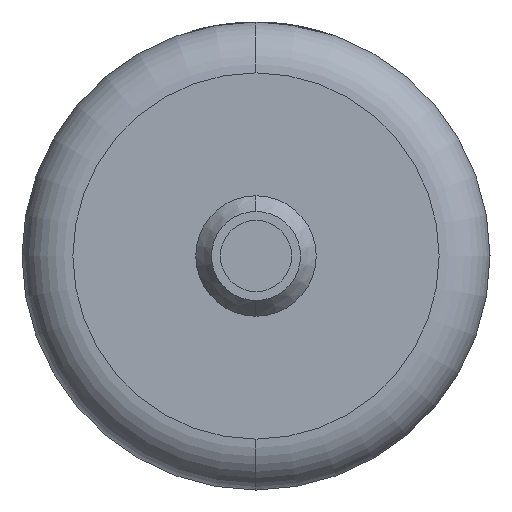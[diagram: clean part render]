
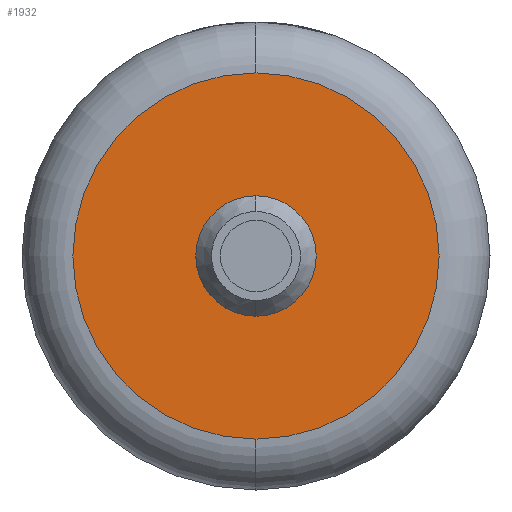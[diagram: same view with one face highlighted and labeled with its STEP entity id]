
A CAD part, left-side view. The second image highlights one B-rep face of the part: STEP entity #1932.
In plain terms, the highlighted planar face has unit normal (-1, 0, 0).
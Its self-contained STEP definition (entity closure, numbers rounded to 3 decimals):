
#8 = CARTESIAN_POINT ( 'NONE',  ( 0., 0., 0. ) ) ;
#70 = AXIS2_PLACEMENT_3D ( 'NONE', #8, #2397, #3016 ) ;
#253 = FACE_OUTER_BOUND ( 'NONE', #1001, .T. ) ;
#306 = CARTESIAN_POINT ( 'NONE',  ( 0., 0., 1.44 ) ) ;
#364 = ORIENTED_EDGE ( 'NONE', *, *, #432, .T. ) ;
#432 = EDGE_CURVE ( 'NONE', #4011, #1570, #2409, .T. ) ;
#1001 = EDGE_LOOP ( 'NONE', ( #1751, #364 ) ) ;
#1022 = DIRECTION ( 'NONE',  ( -1., 0., 0. ) ) ;
#1030 = EDGE_CURVE ( 'NONE', #1097, #1258, #2299, .T. ) ;
#1037 = CARTESIAN_POINT ( 'NONE',  ( 0., 0., 0. ) ) ;
#1087 = CARTESIAN_POINT ( 'NONE',  ( 0., 0., 0. ) ) ;
#1097 = VERTEX_POINT ( 'NONE', #3068 ) ;
#1193 = DIRECTION ( 'NONE',  ( -1., 0., 0. ) ) ;
#1234 = ORIENTED_EDGE ( 'NONE', *, *, #1895, .F. ) ;
#1258 = VERTEX_POINT ( 'NONE', #1849 ) ;
#1281 = DIRECTION ( 'NONE',  ( 0., 0., -1. ) ) ;
#1316 = CARTESIAN_POINT ( 'NONE',  ( 0., 0., 0. ) ) ;
#1318 = FACE_BOUND ( 'NONE', #1521, .T. ) ;
#1367 = DIRECTION ( 'NONE',  ( -1., 0., 0. ) ) ;
#1415 = CIRCLE ( 'NONE', #2891, 0.473 ) ;
#1521 = EDGE_LOOP ( 'NONE', ( #3048, #1234 ) ) ;
#1570 = VERTEX_POINT ( 'NONE', #3880 ) ;
#1671 = PLANE ( 'NONE',  #70 ) ;
#1716 = DIRECTION ( 'NONE',  ( 0., 0., 1. ) ) ;
#1751 = ORIENTED_EDGE ( 'NONE', *, *, #2758, .T. ) ;
#1849 = CARTESIAN_POINT ( 'NONE',  ( 0., 0., 0.473 ) ) ;
#1895 = EDGE_CURVE ( 'NONE', #1258, #1097, #1415, .T. ) ;
#1932 = ADVANCED_FACE ( 'NONE', ( #253, #1318 ), #1671, .F. ) ;
#1945 = CARTESIAN_POINT ( 'NONE',  ( 0., 0., 0. ) ) ;
#2218 = AXIS2_PLACEMENT_3D ( 'NONE', #1087, #1193, #2810 ) ;
#2299 = CIRCLE ( 'NONE', #3136, 0.473 ) ;
#2397 = DIRECTION ( 'NONE',  ( 1., 0., 0. ) ) ;
#2409 = CIRCLE ( 'NONE', #2218, 1.44 ) ;
#2432 = DIRECTION ( 'NONE',  ( 0., 0., 1. ) ) ;
#2622 = DIRECTION ( 'NONE',  ( -1., 0., 0. ) ) ;
#2627 = AXIS2_PLACEMENT_3D ( 'NONE', #1945, #2622, #1281 ) ;
#2758 = EDGE_CURVE ( 'NONE', #1570, #4011, #3459, .T. ) ;
#2810 = DIRECTION ( 'NONE',  ( 0., 0., -1. ) ) ;
#2891 = AXIS2_PLACEMENT_3D ( 'NONE', #1316, #1367, #1716 ) ;
#3016 = DIRECTION ( 'NONE',  ( 0., 0., -1. ) ) ;
#3048 = ORIENTED_EDGE ( 'NONE', *, *, #1030, .F. ) ;
#3068 = CARTESIAN_POINT ( 'NONE',  ( 0., 0., -0.473 ) ) ;
#3136 = AXIS2_PLACEMENT_3D ( 'NONE', #1037, #1022, #2432 ) ;
#3459 = CIRCLE ( 'NONE', #2627, 1.44 ) ;
#3880 = CARTESIAN_POINT ( 'NONE',  ( 0., 0., -1.44 ) ) ;
#4011 = VERTEX_POINT ( 'NONE', #306 ) ;
